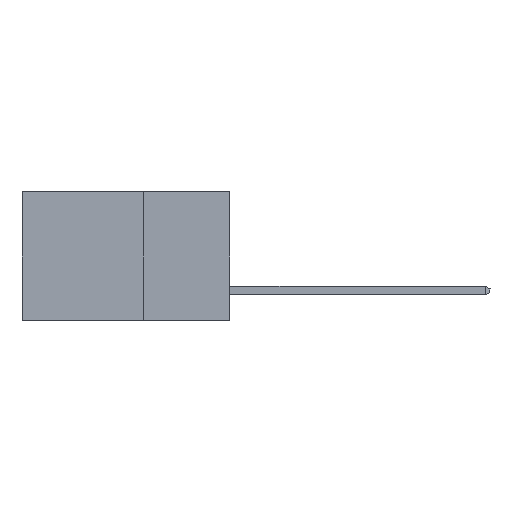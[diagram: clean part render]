
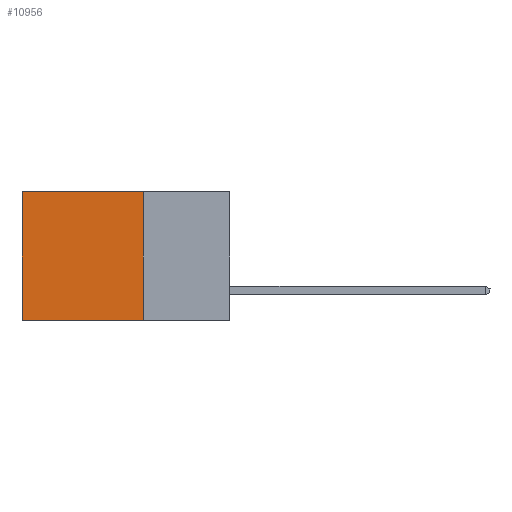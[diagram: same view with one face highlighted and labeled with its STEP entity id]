
A CAD part, left-side view. The second image highlights one B-rep face of the part: STEP entity #10956.
In plain terms, the highlighted planar face has unit normal (-1, 0, 0).
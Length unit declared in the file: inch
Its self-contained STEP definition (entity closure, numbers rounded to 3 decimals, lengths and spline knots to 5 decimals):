
#350 = ORIENTED_EDGE ( 'NONE', *, *, #22546, .F. ) ;
#796 = VERTEX_POINT ( 'NONE', #7832 ) ;
#1635 = EDGE_CURVE ( 'NONE', #22467, #11646, #18824, .T. ) ;
#2299 = CARTESIAN_POINT ( 'NONE',  ( 0.2615, 0.25, -0.37 ) ) ;
#2767 = CARTESIAN_POINT ( 'NONE',  ( 0.2615, 0.25, -0.37 ) ) ;
#3022 = LINE ( 'NONE', #20166, #10058 ) ;
#3077 = EDGE_LOOP ( 'NONE', ( #19244, #9637, #350, #23058 ) ) ;
#3213 = DIRECTION ( 'NONE',  ( 0., 0., -1. ) ) ;
#3506 = PLANE ( 'NONE',  #17086 ) ;
#3852 = FACE_OUTER_BOUND ( 'NONE', #3077, .T. ) ;
#4288 = CARTESIAN_POINT ( 'NONE',  ( 0.2615, 0.25, -0.37 ) ) ;
#5182 = DIRECTION ( 'NONE',  ( 0., 0., -1. ) ) ;
#5517 = VECTOR ( 'NONE', #3213, 39.37008 ) ;
#6590 = VERTEX_POINT ( 'NONE', #23546 ) ;
#7832 = CARTESIAN_POINT ( 'NONE',  ( 0.2615, 0.25, 0. ) ) ;
#9310 = DIRECTION ( 'NONE',  ( 0., 1., 0. ) ) ;
#9637 = ORIENTED_EDGE ( 'NONE', *, *, #1635, .F. ) ;
#10058 = VECTOR ( 'NONE', #9310, 39.37008 ) ;
#10650 = CARTESIAN_POINT ( 'NONE',  ( 0.2615, 0.6, -0.37 ) ) ;
#10956 = ADVANCED_FACE ( 'NONE', ( #3852 ), #3506, .F. ) ;
#11112 = CARTESIAN_POINT ( 'NONE',  ( 0.2615, 0.25, -0.37 ) ) ;
#11646 = VERTEX_POINT ( 'NONE', #13586 ) ;
#12624 = EDGE_CURVE ( 'NONE', #796, #6590, #3022, .T. ) ;
#12772 = LINE ( 'NONE', #10650, #17362 ) ;
#13586 = CARTESIAN_POINT ( 'NONE',  ( 0.2615, 0.6, -0.37 ) ) ;
#17038 = DIRECTION ( 'NONE',  ( 0., 1., 0. ) ) ;
#17086 = AXIS2_PLACEMENT_3D ( 'NONE', #11112, #20072, #5182 ) ;
#17362 = VECTOR ( 'NONE', #21742, 39.37008 ) ;
#18356 = EDGE_CURVE ( 'NONE', #6590, #11646, #12772, .T. ) ;
#18824 = LINE ( 'NONE', #4288, #19190 ) ;
#19190 = VECTOR ( 'NONE', #17038, 39.37008 ) ;
#19244 = ORIENTED_EDGE ( 'NONE', *, *, #18356, .T. ) ;
#20072 = DIRECTION ( 'NONE',  ( 1., 0., 0. ) ) ;
#20166 = CARTESIAN_POINT ( 'NONE',  ( 0.2615, 0.25, 0. ) ) ;
#21742 = DIRECTION ( 'NONE',  ( 0., 0., -1. ) ) ;
#22467 = VERTEX_POINT ( 'NONE', #2299 ) ;
#22546 = EDGE_CURVE ( 'NONE', #796, #22467, #22817, .T. ) ;
#22817 = LINE ( 'NONE', #2767, #5517 ) ;
#23058 = ORIENTED_EDGE ( 'NONE', *, *, #12624, .T. ) ;
#23546 = CARTESIAN_POINT ( 'NONE',  ( 0.2615, 0.6, 0. ) ) ;
